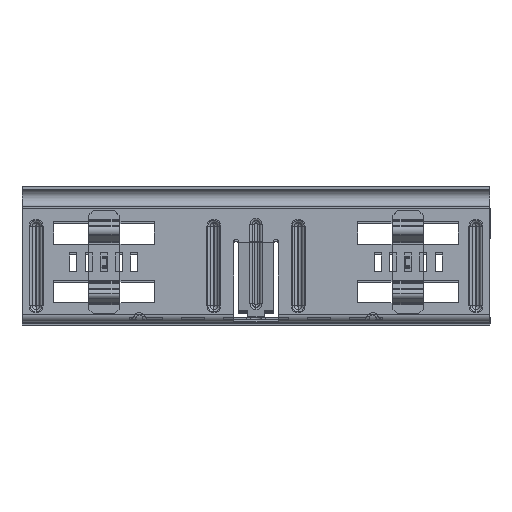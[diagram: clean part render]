
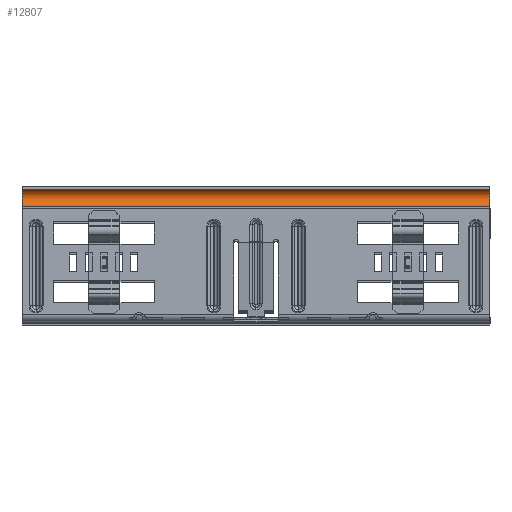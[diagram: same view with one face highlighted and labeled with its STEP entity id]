
A CAD part, top view. The second image highlights one B-rep face of the part: STEP entity #12807.
In plain terms, the highlighted cylindrical face has radius 3.7 mm (diameter 7.4 mm), a partial arc.
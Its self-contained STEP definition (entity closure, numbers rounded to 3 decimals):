
#2533 = CARTESIAN_POINT ( 'NONE',  ( 4.75, 56.571, -100. ) ) ;
#2616 = CARTESIAN_POINT ( 'NONE',  ( 4.75, 52.871, 200.417 ) ) ;
#2840 = CARTESIAN_POINT ( 'NONE',  ( 4.75, 49.171, 100. ) ) ;
#3505 = VERTEX_POINT ( 'NONE', #9900 ) ;
#3521 = CYLINDRICAL_SURFACE ( 'NONE', #6813, 3.7 ) ;
#4307 = CARTESIAN_POINT ( 'NONE',  ( 4.75, 49.171, 100. ) ) ;
#4381 = LINE ( 'NONE', #4307, #15370 ) ;
#4560 = VECTOR ( 'NONE', #6569, 1000. ) ;
#4649 = CARTESIAN_POINT ( 'NONE',  ( 4.75, 49.171, -100. ) ) ;
#4952 = AXIS2_PLACEMENT_3D ( 'NONE', #8900, #19317, #10384 ) ;
#5611 = DIRECTION ( 'NONE',  ( 0., 0., -1. ) ) ;
#5970 = ORIENTED_EDGE ( 'NONE', *, *, #15133, .F. ) ;
#6569 = DIRECTION ( 'NONE',  ( 0., 0., -1. ) ) ;
#6813 = AXIS2_PLACEMENT_3D ( 'NONE', #2616, #5611, #16090 ) ;
#7087 = CARTESIAN_POINT ( 'NONE',  ( 4.75, 52.871, -100. ) ) ;
#7222 = DIRECTION ( 'NONE',  ( 0., 0., -1. ) ) ;
#7430 = EDGE_LOOP ( 'NONE', ( #16685, #5970, #11618, #13929 ) ) ;
#8615 = DIRECTION ( 'NONE',  ( 0., 1., 0. ) ) ;
#8900 = CARTESIAN_POINT ( 'NONE',  ( 4.75, 52.871, 100. ) ) ;
#9900 = CARTESIAN_POINT ( 'NONE',  ( 4.75, 56.571, 100. ) ) ;
#10248 = AXIS2_PLACEMENT_3D ( 'NONE', #7087, #17546, #8615 ) ;
#10329 = EDGE_CURVE ( 'NONE', #11055, #3505, #18647, .T. ) ;
#10384 = DIRECTION ( 'NONE',  ( 0., -1., 0. ) ) ;
#10747 = EDGE_CURVE ( 'NONE', #19355, #12332, #14216, .T. ) ;
#11055 = VERTEX_POINT ( 'NONE', #2840 ) ;
#11462 = FACE_OUTER_BOUND ( 'NONE', #7430, .T. ) ;
#11618 = ORIENTED_EDGE ( 'NONE', *, *, #10329, .T. ) ;
#12332 = VERTEX_POINT ( 'NONE', #4649 ) ;
#12807 = ADVANCED_FACE ( 'NONE', ( #11462 ), #3521, .F. ) ;
#13929 = ORIENTED_EDGE ( 'NONE', *, *, #18192, .T. ) ;
#14216 = CIRCLE ( 'NONE', #10248, 3.7 ) ;
#15133 = EDGE_CURVE ( 'NONE', #11055, #12332, #4381, .T. ) ;
#15370 = VECTOR ( 'NONE', #7222, 1000. ) ;
#16090 = DIRECTION ( 'NONE',  ( 0., 1., 0. ) ) ;
#16466 = LINE ( 'NONE', #17042, #4560 ) ;
#16685 = ORIENTED_EDGE ( 'NONE', *, *, #10747, .T. ) ;
#17042 = CARTESIAN_POINT ( 'NONE',  ( 4.75, 56.571, 100. ) ) ;
#17546 = DIRECTION ( 'NONE',  ( 0., 0., -1. ) ) ;
#18192 = EDGE_CURVE ( 'NONE', #3505, #19355, #16466, .T. ) ;
#18647 = CIRCLE ( 'NONE', #4952, 3.7 ) ;
#19317 = DIRECTION ( 'NONE',  ( 0., 0., 1. ) ) ;
#19355 = VERTEX_POINT ( 'NONE', #2533 ) ;
